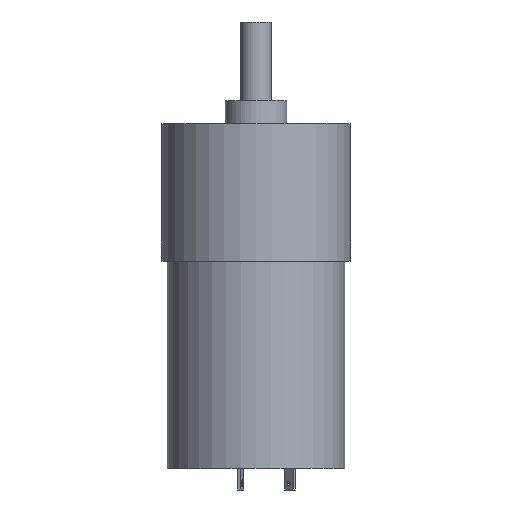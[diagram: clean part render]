
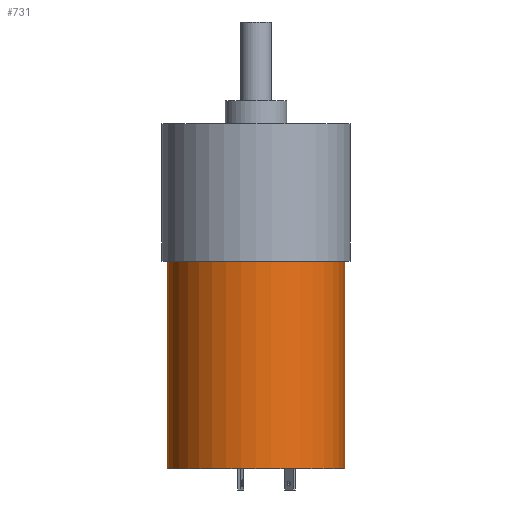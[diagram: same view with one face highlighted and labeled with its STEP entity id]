
A CAD part, front view. The second image highlights one B-rep face of the part: STEP entity #731.
In plain terms, the highlighted cylindrical face has radius 17.145 mm (diameter 34.29 mm), a partial arc.
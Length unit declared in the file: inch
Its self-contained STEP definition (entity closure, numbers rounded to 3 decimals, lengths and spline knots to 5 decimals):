
#45 = DIRECTION ( 'NONE',  ( 0., 0., 1. ) ) ;
#65 = CIRCLE ( 'NONE', #1299, 0.675 ) ;
#119 = DIRECTION ( 'NONE',  ( -1., 0., 0. ) ) ;
#133 = VERTEX_POINT ( 'NONE', #681 ) ;
#170 = CARTESIAN_POINT ( 'NONE',  ( -0.675, 0., -1.58 ) ) ;
#187 = DIRECTION ( 'NONE',  ( 0., 0., -1. ) ) ;
#222 = LINE ( 'NONE', #1396, #1677 ) ;
#247 = CARTESIAN_POINT ( 'NONE',  ( 0.675, 0., -1.58 ) ) ;
#273 = EDGE_CURVE ( 'NONE', #133, #1583, #65, .T. ) ;
#355 = EDGE_CURVE ( 'NONE', #133, #854, #642, .T. ) ;
#597 = CARTESIAN_POINT ( 'NONE',  ( -0.675, 0., 0. ) ) ;
#642 = LINE ( 'NONE', #247, #1765 ) ;
#681 = CARTESIAN_POINT ( 'NONE',  ( 0.675, 0., -1.58 ) ) ;
#731 = ADVANCED_FACE ( 'NONE', ( #1763 ), #985, .T. ) ;
#741 = DIRECTION ( 'NONE',  ( 0., 0., -1. ) ) ;
#781 = EDGE_CURVE ( 'NONE', #1583, #1276, #222, .T. ) ;
#854 = VERTEX_POINT ( 'NONE', #1283 ) ;
#985 = CYLINDRICAL_SURFACE ( 'NONE', #1308, 0.675 ) ;
#1148 = ORIENTED_EDGE ( 'NONE', *, *, #355, .T. ) ;
#1189 = ORIENTED_EDGE ( 'NONE', *, *, #273, .F. ) ;
#1276 = VERTEX_POINT ( 'NONE', #597 ) ;
#1283 = CARTESIAN_POINT ( 'NONE',  ( 0.675, 0., 0. ) ) ;
#1286 = CIRCLE ( 'NONE', #1755, 0.675 ) ;
#1299 = AXIS2_PLACEMENT_3D ( 'NONE', #1388, #187, #119 ) ;
#1308 = AXIS2_PLACEMENT_3D ( 'NONE', #1453, #1457, #1452 ) ;
#1388 = CARTESIAN_POINT ( 'NONE',  ( 0., 0., -1.58 ) ) ;
#1396 = CARTESIAN_POINT ( 'NONE',  ( -0.675, 0., -1.58 ) ) ;
#1398 = DIRECTION ( 'NONE',  ( 0., 0., 1. ) ) ;
#1452 = DIRECTION ( 'NONE',  ( 1., 0., 0. ) ) ;
#1453 = CARTESIAN_POINT ( 'NONE',  ( 0., 0., -1.58 ) ) ;
#1456 = CARTESIAN_POINT ( 'NONE',  ( 0., 0., 0. ) ) ;
#1457 = DIRECTION ( 'NONE',  ( 0., 0., 1. ) ) ;
#1544 = EDGE_LOOP ( 'NONE', ( #1703, #1189, #1148, #1684 ) ) ;
#1583 = VERTEX_POINT ( 'NONE', #170 ) ;
#1677 = VECTOR ( 'NONE', #1398, 39.37008 ) ;
#1684 = ORIENTED_EDGE ( 'NONE', *, *, #1715, .T. ) ;
#1703 = ORIENTED_EDGE ( 'NONE', *, *, #781, .F. ) ;
#1715 = EDGE_CURVE ( 'NONE', #854, #1276, #1286, .T. ) ;
#1755 = AXIS2_PLACEMENT_3D ( 'NONE', #1456, #741, #1757 ) ;
#1757 = DIRECTION ( 'NONE',  ( 1., 0., 0. ) ) ;
#1763 = FACE_OUTER_BOUND ( 'NONE', #1544, .T. ) ;
#1765 = VECTOR ( 'NONE', #45, 39.37008 ) ;
